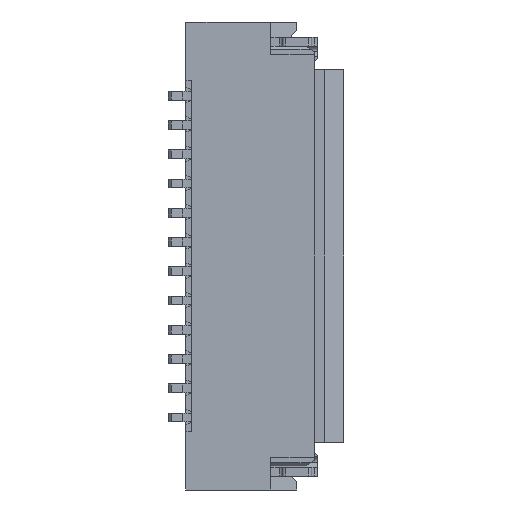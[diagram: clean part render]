
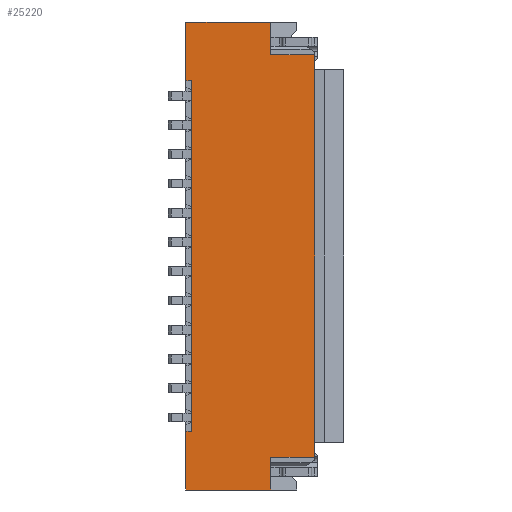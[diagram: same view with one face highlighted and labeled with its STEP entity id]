
A CAD part, front view. The second image highlights one B-rep face of the part: STEP entity #25220.
In plain terms, the highlighted face is planar.
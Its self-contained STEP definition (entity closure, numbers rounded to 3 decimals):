
#15070=CARTESIAN_POINT('',(-1.4,0.,14.674));
#15080=VERTEX_POINT('',#15070);
#15110=CARTESIAN_POINT('',(-1.4,0.,7.475));
#15120=DIRECTION('',(0.,0.,1.));
#15130=VECTOR('',#15120,1.);
#15140=LINE('',#15110,#15130);
#15150=CARTESIAN_POINT('',(-1.4,0.,15.238));
#15160=VERTEX_POINT('',#15150);
#15170=EDGE_CURVE('',#15080,#15160,#15140,.T.);
#16520=CARTESIAN_POINT('',(0.05,0.,
15.238));
#16530=DIRECTION('',(-1.,0.,0.));
#16540=VECTOR('',#16530,1.);
#16550=LINE('',#16520,#16540);
#16560=CARTESIAN_POINT('',(0.05,0.,
15.238));
#16570=VERTEX_POINT('',#16560);
#16580=EDGE_CURVE('',#16570,#15160,#16550,.T.);
#19510=CARTESIAN_POINT('',(0.05,0.,
7.238));
#19520=VERTEX_POINT('',#19510);
#19550=CARTESIAN_POINT('',(0.05,0.,
7.238));
#19560=DIRECTION('',(-1.,0.,0.));
#19570=VECTOR('',#19560,1.);
#19580=LINE('',#19550,#19570);
#19590=CARTESIAN_POINT('',(-1.4,0.,7.238));
#19600=VERTEX_POINT('',#19590);
#19610=EDGE_CURVE('',#19520,#19600,#19580,.T.);
#24440=CARTESIAN_POINT('',(-0.517,0.,
8.));
#24450=DIRECTION('',(0.,-1.,0.));
#24460=DIRECTION('',(1.,0.,0.));
#24470=AXIS2_PLACEMENT_3D('',#24440,#24450,#24460);
#24480=PLANE('',#24470);
#24490=CARTESIAN_POINT('',(0.05,0.,
7.801));
#24500=DIRECTION('',(1.,0.,0.));
#24510=VECTOR('',#24500,1.);
#24520=LINE('',#24490,#24510);
#24530=CARTESIAN_POINT('',(-2.15,0.,7.801));
#24540=VERTEX_POINT('',#24530);
#24550=CARTESIAN_POINT('',(-1.4,0.,7.801));
#24560=VERTEX_POINT('',#24550);
#24570=EDGE_CURVE('',#24540,#24560,#24520,.T.);
#24580=ORIENTED_EDGE('',*,*,#24570,.F.);
#24590=CARTESIAN_POINT('',(-1.4,0.,15.));
#24600=DIRECTION('',(0.,0.,-1.));
#24610=VECTOR('',#24600,1.);
#24620=LINE('',#24590,#24610);
#24630=EDGE_CURVE('',#24560,#19600,#24620,.T.);
#24640=ORIENTED_EDGE('',*,*,#24630,.F.);
#24650=ORIENTED_EDGE('',*,*,#19610,.T.);
#24660=CARTESIAN_POINT('',(0.05,0.,
7.953));
#24670=DIRECTION('',(0.,0.,1.));
#24680=VECTOR('',#24670,1.);
#24690=LINE('',#24660,#24680);
#24700=CARTESIAN_POINT('',(0.05,0.,
8.238));
#24710=VERTEX_POINT('',#24700);
#24720=EDGE_CURVE('',#19520,#24710,#24690,.T.);
#24730=ORIENTED_EDGE('',*,*,#24720,.F.);
#24740=CARTESIAN_POINT('',(0.05,0.,
8.238));
#24750=DIRECTION('',(-1.,0.,0.));
#24760=VECTOR('',#24750,1.);
#24770=LINE('',#24740,#24760);
#24780=CARTESIAN_POINT('',(-0.05,0.,
8.238));
#24790=VERTEX_POINT('',#24780);
#24800=EDGE_CURVE('',#24710,#24790,#24770,.T.);
#24810=ORIENTED_EDGE('',*,*,#24800,.F.);
#24820=CARTESIAN_POINT('',(-0.05,0.,
10.738));
#24830=DIRECTION('',(0.,0.,-1.));
#24840=VECTOR('',#24830,1.);
#24850=LINE('',#24820,#24840);
#24860=CARTESIAN_POINT('',(-0.05,0.,
14.238));
#24870=VERTEX_POINT('',#24860);
#24880=EDGE_CURVE('',#24870,#24790,#24850,.T.);
#24890=ORIENTED_EDGE('',*,*,#24880,.T.);
#24900=CARTESIAN_POINT('',(0.05,0.,
14.238));
#24910=DIRECTION('',(-1.,0.,0.));
#24920=VECTOR('',#24910,1.);
#24930=LINE('',#24900,#24920);
#24940=CARTESIAN_POINT('',(0.05,0.,
14.238));
#24950=VERTEX_POINT('',#24940);
#24960=EDGE_CURVE('',#24950,#24870,#24930,.T.);
#24970=ORIENTED_EDGE('',*,*,#24960,.T.);
#24980=CARTESIAN_POINT('',(0.05,0.,
14.523));
#24990=DIRECTION('',(0.,0.,-1.));
#25000=VECTOR('',#24990,1.);
#25010=LINE('',#24980,#25000);
#25020=EDGE_CURVE('',#16570,#24950,#25010,.T.);
#25030=ORIENTED_EDGE('',*,*,#25020,.T.);
#25040=ORIENTED_EDGE('',*,*,#16580,.F.);
#25050=ORIENTED_EDGE('',*,*,#15170,.T.);
#25060=CARTESIAN_POINT('',(0.05,0.,
14.674));
#25070=DIRECTION('',(1.,0.,0.));
#25080=VECTOR('',#25070,1.);
#25090=LINE('',#25060,#25080);
#25100=CARTESIAN_POINT('',(-2.15,0.,14.674));
#25110=VERTEX_POINT('',#25100);
#25120=EDGE_CURVE('',#25110,#15080,#25090,.T.);
#25130=ORIENTED_EDGE('',*,*,#25120,.T.);
#25140=CARTESIAN_POINT('',(-2.15,0.,3.575));
#25150=DIRECTION('',(0.,0.,-1.));
#25160=VECTOR('',#25150,1.);
#25170=LINE('',#25140,#25160);
#25180=EDGE_CURVE('',#25110,#24540,#25170,.T.);
#25190=ORIENTED_EDGE('',*,*,#25180,.F.);
#25200=EDGE_LOOP('',(#25190,#25130,#25050,#25040,#25030,#24970,#24890,
#24810,#24730,#24650,#24640,#24580));
#25210=FACE_OUTER_BOUND('',#25200,.T.);
#25220=ADVANCED_FACE('',(#25210),#24480,.F.);
